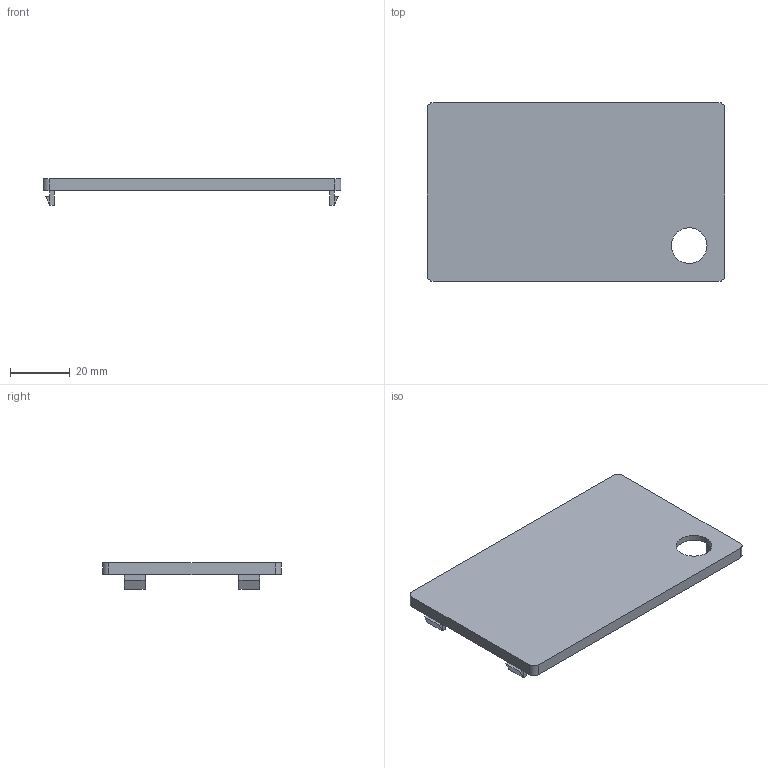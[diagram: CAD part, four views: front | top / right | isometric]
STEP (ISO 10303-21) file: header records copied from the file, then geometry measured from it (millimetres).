
FILE_DESCRIPTION(('FreeCAD Model'),'2;1');
FILE_NAME('Open CASCADE Shape Model','2022-08-31T16:24:22',(''),(''), 'Open CASCADE STEP processor 7.6','FreeCAD','Unknown');
FILE_SCHEMA(('AUTOMOTIVE_DESIGN { 1 0 10303 214 1 1 1 1 }'));
Length unit declared in the file: millimetre
Products named in the file (1): Cover
Bounding box: 100 x 60 x 9 mm (x, y, z)
Volume: 13512.4 mm3; surface area: 14141.3 mm2
Topology: 1 solids, 1 shells, 56 faces, 135 edges, 82 vertices
Faces by surface type: plane 51, cylinder 5
Full cylindrical faces by diameter (mm): 12 x1
Entity records: 1603 total; most frequent: CARTESIAN_POINT 274, ORIENTED_EDGE 270, DIRECTION 259, EDGE_CURVE 135, LINE 125, VECTOR 125, VERTEX_POINT 82, AXIS2_PLACEMENT_3D 67
